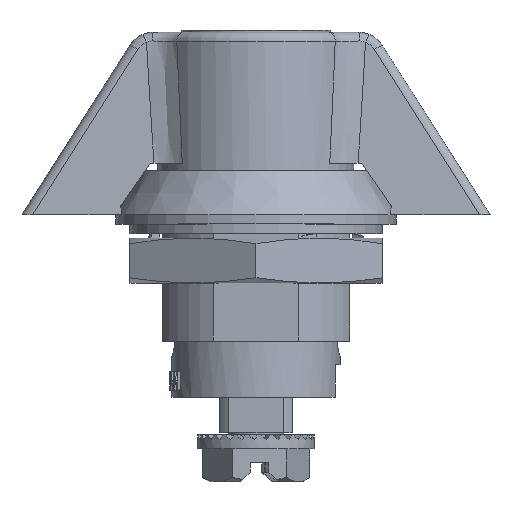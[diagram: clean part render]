
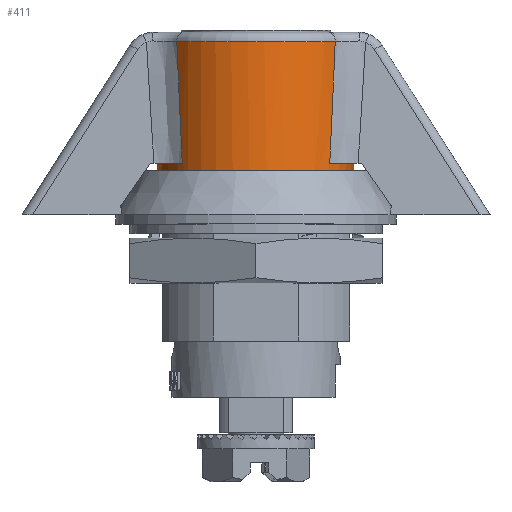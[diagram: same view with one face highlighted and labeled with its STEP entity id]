
A CAD part, top view. The second image highlights one B-rep face of the part: STEP entity #411.
In plain terms, the highlighted cylindrical face has radius 10.5 mm (diameter 21 mm), a full revolution.
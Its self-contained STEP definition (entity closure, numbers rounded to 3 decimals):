
#411=ADVANCED_FACE('',(#1020,#1021),#1022,.T.);
#1020=FACE_OUTER_BOUND('',#2802,.T.);
#1021=FACE_OUTER_BOUND('',#2803,.T.);
#1022=CYLINDRICAL_SURFACE('',#2804,10.5);
#2802=EDGE_LOOP('',(#4694,#4695,#4696,#4697,#4698,#4699,#4700,#4701));
#2803=EDGE_LOOP('',(#4702,#4703,#4704,#4705));
#2804=AXIS2_PLACEMENT_3D('',#4706,#4707,#4708);
#4694=ORIENTED_EDGE('',*,*,#8110,.T.);
#4695=ORIENTED_EDGE('',*,*,#8033,.T.);
#4696=ORIENTED_EDGE('',*,*,#8023,.T.);
#4697=ORIENTED_EDGE('',*,*,#8114,.T.);
#4698=ORIENTED_EDGE('',*,*,#8103,.T.);
#4699=ORIENTED_EDGE('',*,*,#8115,.T.);
#4700=ORIENTED_EDGE('',*,*,#8108,.T.);
#4701=ORIENTED_EDGE('',*,*,#8116,.T.);
#4702=ORIENTED_EDGE('',*,*,#8117,.F.);
#4703=ORIENTED_EDGE('',*,*,#8118,.T.);
#4704=ORIENTED_EDGE('',*,*,#8119,.F.);
#4705=ORIENTED_EDGE('',*,*,#8120,.F.);
#4706=CARTESIAN_POINT('',(0.,-1.2,0.));
#4707=DIRECTION('',(0.,1.0,0.));
#4708=DIRECTION('',(-1.0,0.,0.));
#8023=EDGE_CURVE('',#9390,#9391,#9392,.F.);
#8033=EDGE_CURVE('',#9405,#9390,#9409,.T.);
#8103=EDGE_CURVE('',#9527,#9443,#9528,.F.);
#8108=EDGE_CURVE('',#9454,#9534,#9536,.F.);
#8110=EDGE_CURVE('',#9539,#9405,#9540,.F.);
#8114=EDGE_CURVE('',#9391,#9527,#9544,.F.);
#8115=EDGE_CURVE('',#9443,#9454,#9545,.T.);
#8116=EDGE_CURVE('',#9534,#9539,#9546,.F.);
#8117=EDGE_CURVE('',#9547,#9548,#9549,.T.);
#8118=EDGE_CURVE('',#9547,#9550,#9551,.T.);
#8119=EDGE_CURVE('',#9552,#9550,#9553,.T.);
#8120=EDGE_CURVE('',#9548,#9552,#9554,.T.);
#9390=VERTEX_POINT('',#12746);
#9391=VERTEX_POINT('',#12747);
#9392=ELLIPSE('',#12748,188.823,10.5);
#9405=VERTEX_POINT('',#12795);
#9409=CIRCLE('',#12799,10.5);
#9443=VERTEX_POINT('',#12875);
#9454=VERTEX_POINT('',#12916);
#9527=VERTEX_POINT('',#13172);
#9528=ELLIPSE('',#13173,188.823,10.5);
#9534=VERTEX_POINT('',#13188);
#9536=ELLIPSE('',#13199,188.823,10.5);
#9539=VERTEX_POINT('',#13202);
#9540=ELLIPSE('',#13203,188.823,10.5);
#9544=CIRCLE('',#13218,10.5);
#9545=CIRCLE('',#13219,10.5);
#9546=CIRCLE('',#13220,10.5);
#9547=VERTEX_POINT('',#13221);
#9548=VERTEX_POINT('',#13222);
#9549=CIRCLE('',#13223,10.5);
#9550=VERTEX_POINT('',#13224);
#9551=LINE('',#13225,#13226);
#9552=VERTEX_POINT('',#13227);
#9553=CIRCLE('',#13228,10.5);
#9554=LINE('',#13229,#13230);
#12746=CARTESIAN_POINT('',(-8.46,13.8,6.22));
#12747=CARTESIAN_POINT('',(-7.876,0.8,6.944));
#12748=AXIS2_PLACEMENT_3D('',#16233,#16234,#16235);
#12795=CARTESIAN_POINT('',(8.46,13.8,6.22));
#12799=AXIS2_PLACEMENT_3D('',#16251,#16252,#16253);
#12875=CARTESIAN_POINT('',(-8.46,13.8,-6.22));
#12916=CARTESIAN_POINT('',(8.46,13.8,-6.22));
#13172=CARTESIAN_POINT('',(-7.876,0.8,-6.944));
#13173=AXIS2_PLACEMENT_3D('',#16366,#16367,#16368);
#13188=CARTESIAN_POINT('',(7.876,0.8,-6.944));
#13199=AXIS2_PLACEMENT_3D('',#16375,#16376,#16377);
#13202=CARTESIAN_POINT('',(7.876,0.8,6.944));
#13203=AXIS2_PLACEMENT_3D('',#16381,#16382,#16383);
#13218=AXIS2_PLACEMENT_3D('',#16386,#16387,#16388);
#13219=AXIS2_PLACEMENT_3D('',#16389,#16390,#16391);
#13220=AXIS2_PLACEMENT_3D('',#16392,#16393,#16394);
#13221=CARTESIAN_POINT('',(2.5,-1.2,-10.198));
#13222=CARTESIAN_POINT('',(-2.5,-1.2,-10.198));
#13223=AXIS2_PLACEMENT_3D('',#16395,#16396,#16397);
#13224=CARTESIAN_POINT('',(2.5,-2.7,-10.198));
#13225=CARTESIAN_POINT('',(2.5,135.471,-10.198));
#13226=VECTOR('',#16398,1.0);
#13227=CARTESIAN_POINT('',(-2.5,-2.7,-10.198));
#13228=AXIS2_PLACEMENT_3D('',#16399,#16400,#16401);
#13229=CARTESIAN_POINT('',(-2.5,135.471,-10.198));
#13230=VECTOR('',#16402,1.0);
#16233=CARTESIAN_POINT('',(0.,125.475,0.));
#16234=DIRECTION('',(0.,-0.056,-0.998));
#16235=DIRECTION('',(0.,0.998,-0.056));
#16251=CARTESIAN_POINT('',(0.,13.8,0.));
#16252=DIRECTION('',(0.,-1.0,0.));
#16253=DIRECTION('',(0.,0.,-1.0));
#16366=CARTESIAN_POINT('',(0.,125.475,0.));
#16367=DIRECTION('',(0.,-0.056,0.998));
#16368=DIRECTION('',(0.,0.998,0.056));
#16375=CARTESIAN_POINT('',(0.,125.475,0.));
#16376=DIRECTION('',(0.,-0.056,0.998));
#16377=DIRECTION('',(0.,0.998,0.056));
#16381=CARTESIAN_POINT('',(0.,125.475,0.));
#16382=DIRECTION('',(0.,-0.056,-0.998));
#16383=DIRECTION('',(0.,0.998,-0.056));
#16386=CARTESIAN_POINT('',(0.,0.8,0.));
#16387=DIRECTION('',(0.,1.0,0.));
#16388=DIRECTION('',(0.,0.,1.0));
#16389=CARTESIAN_POINT('',(0.,13.8,0.));
#16390=DIRECTION('',(0.,-1.0,0.));
#16391=DIRECTION('',(0.,0.,-1.0));
#16392=CARTESIAN_POINT('',(0.,0.8,0.));
#16393=DIRECTION('',(0.,1.0,0.));
#16394=DIRECTION('',(0.,0.,1.0));
#16395=CARTESIAN_POINT('',(0.,-1.2,0.));
#16396=DIRECTION('',(0.,-1.0,0.));
#16397=DIRECTION('',(1.0,0.,0.));
#16398=DIRECTION('',(0.,-1.0,0.));
#16399=CARTESIAN_POINT('',(0.,-2.7,0.));
#16400=DIRECTION('',(0.,-1.0,0.));
#16401=DIRECTION('',(1.0,0.,0.));
#16402=DIRECTION('',(0.,-1.0,0.));
